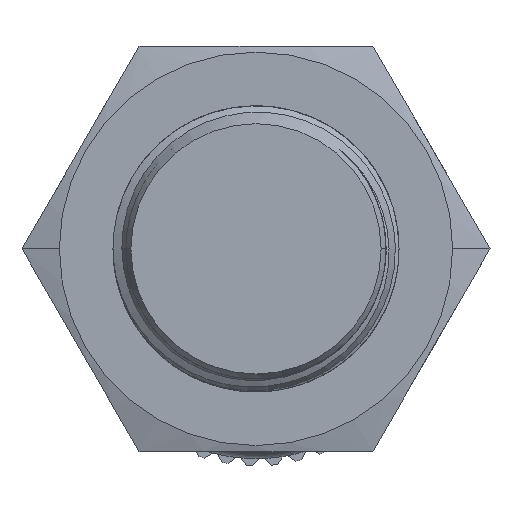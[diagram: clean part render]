
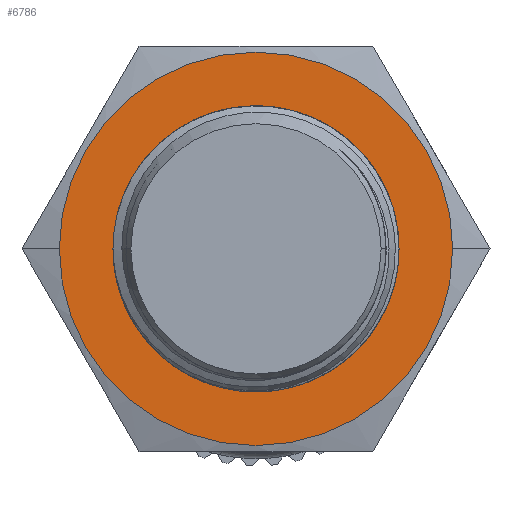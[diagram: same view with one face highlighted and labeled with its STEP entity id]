
A CAD part, front view. The second image highlights one B-rep face of the part: STEP entity #6786.
In plain terms, the highlighted planar face has unit normal (0, -1, 0).
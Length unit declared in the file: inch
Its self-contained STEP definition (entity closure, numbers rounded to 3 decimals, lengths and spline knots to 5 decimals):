
#162=CARTESIAN_POINT('',(0.,0.2874,0.));
#163=DIRECTION('',(0.,1.,0.));
#164=DIRECTION('',(-1.,0.,0.));
#165=AXIS2_PLACEMENT_3D('',#162,#163,#164);
#170=CARTESIAN_POINT('',(0.,0.2874,0.));
#171=DIRECTION('',(0.,1.,0.));
#172=DIRECTION('',(1.,0.,0.));
#173=AXIS2_PLACEMENT_3D('',#170,#171,#172);
#178=CARTESIAN_POINT('',(0.,0.2874,0.));
#179=DIRECTION('',(0.,-1.,0.));
#180=DIRECTION('',(0.924,0.,-0.383));
#181=AXIS2_PLACEMENT_3D('',#178,#179,#180);
#186=CARTESIAN_POINT('',(0.,0.2874,0.));
#187=DIRECTION('',(0.,-1.,0.));
#188=DIRECTION('',(1.,0.,0.));
#189=AXIS2_PLACEMENT_3D('',#186,#187,#188);
#194=CARTESIAN_POINT('',(0.,0.2874,0.));
#195=DIRECTION('',(0.,-1.,0.));
#196=DIRECTION('',(-1.,0.,0.));
#197=AXIS2_PLACEMENT_3D('',#194,#195,#196);
#202=CARTESIAN_POINT('',(0.,0.2874,0.));
#203=DIRECTION('',(0.,-1.,0.));
#204=DIRECTION('',(0.383,0.,-0.924));
#205=AXIS2_PLACEMENT_3D('',#202,#203,#204);
#6341=CARTESIAN_POINT('',(-0.3248,0.2874,0.));
#6342=VERTEX_POINT('',#6341);
#6343=CARTESIAN_POINT('',(0.3248,0.2874,0.));
#6344=VERTEX_POINT('',#6343);
#6351=CARTESIAN_POINT('',(-0.23622,0.2874,0.));
#6352=CARTESIAN_POINT('',(0.09052,0.2874,
-0.21819));
#6353=VERTEX_POINT('',#6351);
#6354=VERTEX_POINT('',#6352);
#6355=CARTESIAN_POINT('',(0.23622,0.2874,0.));
#6356=VERTEX_POINT('',#6355);
#6357=CARTESIAN_POINT('',(0.21817,0.2874,
-0.09057));
#6358=VERTEX_POINT('',#6357);
#6767=CARTESIAN_POINT('',(0.,0.2874,0.));
#6768=DIRECTION('',(0.,1.,0.));
#6769=DIRECTION('',(-1.,0.,0.));
#6770=AXIS2_PLACEMENT_3D('',#6767,#6768,#6769);
#6771=PLANE('',#6770);
#6772=ORIENTED_EDGE('',*,*,#6745,.T.);
#6773=ORIENTED_EDGE('',*,*,#6666,.T.);
#6774=EDGE_LOOP('',(#6772,#6773));
#6775=FACE_OUTER_BOUND('',#6774,.F.);
#6777=ORIENTED_EDGE('',*,*,#6776,.T.);
#6779=ORIENTED_EDGE('',*,*,#6778,.T.);
#6781=ORIENTED_EDGE('',*,*,#6780,.T.);
#6783=ORIENTED_EDGE('',*,*,#6782,.T.);
#6784=EDGE_LOOP('',(#6777,#6779,#6781,#6783));
#6785=FACE_BOUND('',#6784,.F.);
#6786=ADVANCED_FACE('',(#6775,#6785),#6771,.F.);
#166=CIRCLE('',#165,0.3248);
#174=CIRCLE('',#173,0.3248);
#182=CIRCLE('',#181,0.23622);
#190=CIRCLE('',#189,0.23622);
#198=CIRCLE('',#197,0.23622);
#206=CIRCLE('',#205,0.23622);
#6666=EDGE_CURVE('',#6344,#6342,#174,.T.);
#6745=EDGE_CURVE('',#6342,#6344,#166,.T.);
#6776=EDGE_CURVE('',#6358,#6356,#182,.T.);
#6778=EDGE_CURVE('',#6356,#6353,#190,.T.);
#6780=EDGE_CURVE('',#6353,#6354,#198,.T.);
#6782=EDGE_CURVE('',#6354,#6358,#206,.T.);
